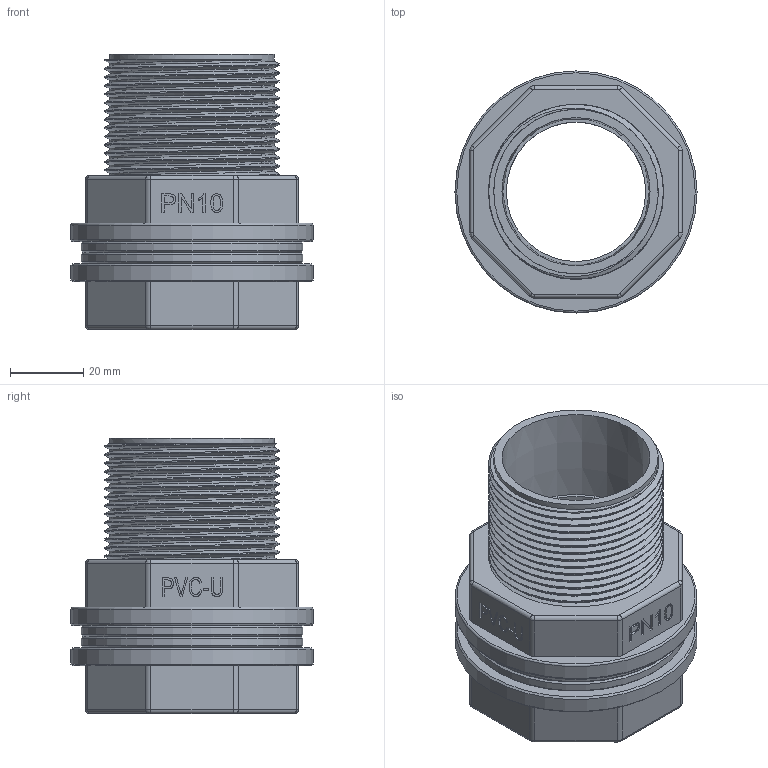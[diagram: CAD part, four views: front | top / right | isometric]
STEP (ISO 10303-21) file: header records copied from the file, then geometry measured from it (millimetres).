
FILE_DESCRIPTION(/* description */ (''),/* implementation_level */ '2;1');
FILE_NAME(/* name */ '40112.stp',/* time_stamp */ '2026-02-07T14:22:20+08:00',/* author */ (''),/* organization */ (''),/* preprocessor_version */ 'ST-DEVELOPER v16',/* originating_system */ 'SIEMENS PLM Software NX 10.0',/* authorisation */ '');
FILE_SCHEMA (('AUTOMOTIVE_DESIGN { 1 0 10303 214 3 1 1 1 }'));
Length unit declared in the file: millimetre
Products named in the file (1): gelv1678D1822co1
Bounding box: 66 x 66 x 75 mm (x, y, z)
Volume: 28516.9 mm3; surface area: 48605.3 mm2
Topology: 3 solids, 4 shells, 393 faces, 1012 edges, 662 vertices
Faces by surface type: plane 188, extrusion 96, cylinder 79, bspline 16, cone 8, torus 6
Full cylindrical faces by diameter (mm): 2.6 x1, 3.4 x1, 38 x1, 44.845 x25, 47.803 x7, 48.5 x2, 60.5 x2, 66 x2
Entity records: 18740 total; most frequent: CARTESIAN_POINT 10883, ORIENTED_EDGE 1784, DIRECTION 1171, EDGE_CURVE 892, VERTEX_POINT 595, B_SPLINE_CURVE_WITH_KNOTS 546, EDGE_LOOP 429, VECTOR 409
